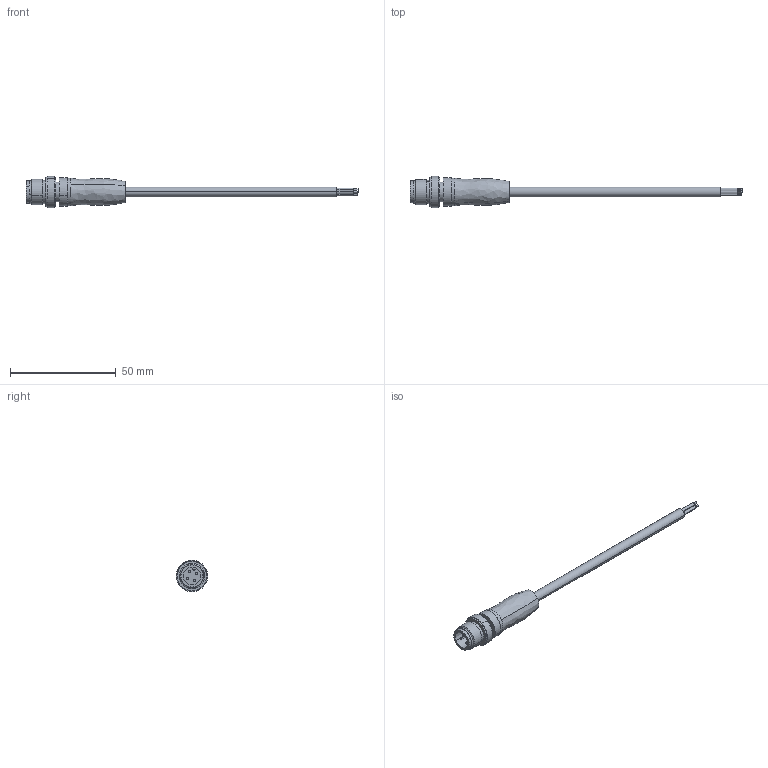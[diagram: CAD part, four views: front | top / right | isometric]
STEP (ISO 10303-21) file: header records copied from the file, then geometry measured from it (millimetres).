
FILE_DESCRIPTION(('SolidDesigner STEP Export'),'2;1');
FILE_NAME('1404005_SAC_4P_M12MS_10.0_600_FB-select.stp','2015-02-02T14:35:42',(''),(''),'Creo Elements/Direct Modeling STEP processor for AP214 (Solid Model)','Creo Elements/Direct Modeling 18.1B 29-Sep-2012 (C) Parametric Technology GmbH','');
FILE_SCHEMA(('AUTOMOTIVE_DESIGN { 1 0 10303 214 1 1 1 1 }'));
Length unit declared in the file: millimetre
Products named in the file (2): 1404005_SAC_4P_M12MS_10.0_600_FB-select
Assembly tree (1 placements, depth 2):
  1404005_SAC_4P_M12MS_10.0_600_FB-select
    1404005_SAC_4P_M12MS_10.0_600_FB-select
Bounding box: 156.8 x 14.78 x 14.8 mm (x, y, z)
Volume: 6926.3 mm3; surface area: 4231.5 mm2
Topology: 1 solids, 1 shells, 82 faces, 184 edges, 124 vertices
Faces by surface type: cylinder 47, plane 25, cone 8, revolution 2
Entity records: 2874 total; most frequent: CARTESIAN_POINT 479, ORIENTED_EDGE 368, DIRECTION 332, EDGE_CURVE 184, AXIS2_PLACEMENT_3D 135, VERTEX_POINT 124, EDGE_LOOP 102, COLOUR_RGB 83
